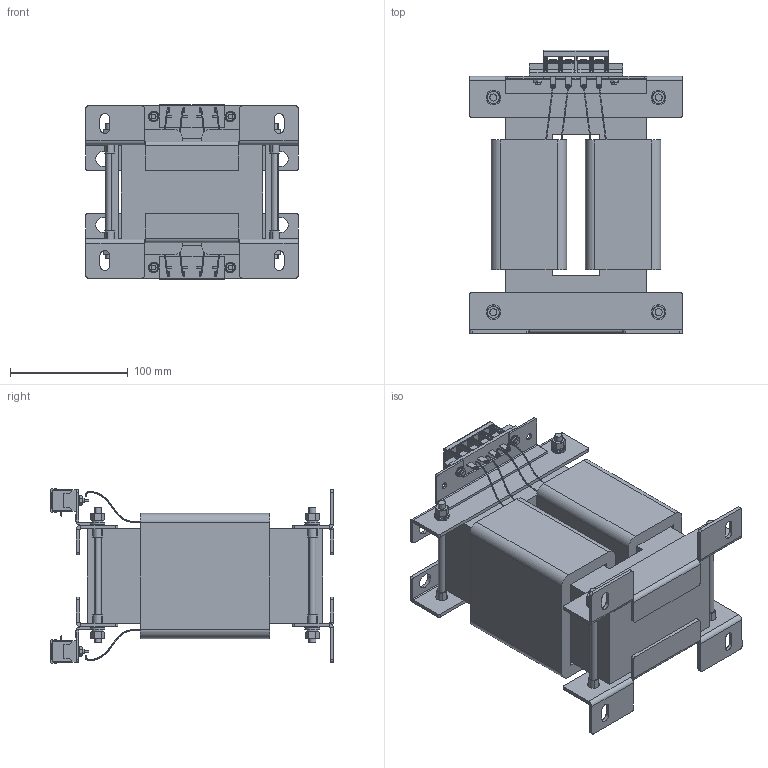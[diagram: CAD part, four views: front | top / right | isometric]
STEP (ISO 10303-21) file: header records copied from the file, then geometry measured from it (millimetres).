
FILE_DESCRIPTION (( 'STEP AP214' ), '1' );
FILE_NAME ('9111.STEP', '2025-04-02T10:32:17', ( '' ), ( '' ), 'SwSTEP 2.0', 'SolidWorks 2022', '' );
FILE_SCHEMA (( 'AUTOMOTIVE_DESIGN' ));
Length unit declared in the file: millimetre
Products named in the file (1): 9111
Bounding box: 180 x 240 x 147.99 mm (x, y, z)
Volume: 2396253.8 mm3; surface area: 413222.9 mm2
Topology: 81 solids, 81 shells, 2782 faces, 6782 edges, 4168 vertices
Faces by surface type: plane 1554, cylinder 636, bspline 232, cone 200, torus 160
Entity records: 125080 total; most frequent: CARTESIAN_POINT 30647, ORIENTED_EDGE 13500, DIRECTION 12052, EDGE_CURVE 6750, VERTEX_POINT 4168, AXIS2_PLACEMENT_3D 4047, LINE 3958, VECTOR 3958
